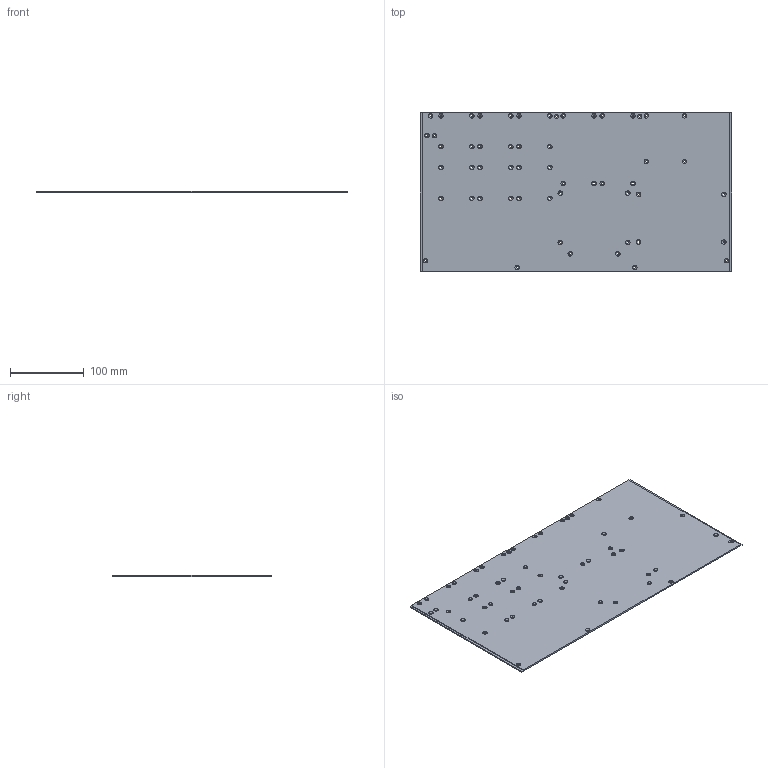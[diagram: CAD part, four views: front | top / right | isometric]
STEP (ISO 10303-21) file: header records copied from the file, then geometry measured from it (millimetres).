
FILE_DESCRIPTION(('Open CASCADE Model'),'2;1');
FILE_NAME('Open CASCADE Shape Model','2021-06-15T18:57:51',('Author'),( 'Open CASCADE'),'Open CASCADE STEP processor 7.2','Open CASCADE 7.2' ,'Unknown');
FILE_SCHEMA(('AUTOMOTIVE_DESIGN { 1 0 10303 214 1 1 1 1 }'));
Length unit declared in the file: millimetre
Products named in the file (1): Open CASCADE STEP translator 7.2 4
Bounding box: 423 x 215 x 2.5 mm (x, y, z)
Volume: 223860.7 mm3; surface area: 185372.3 mm2
Topology: 1 solids, 1 shells, 395 faces, 904 edges, 566 vertices
Faces by surface type: cylinder 220, cone 110, plane 65
Entity records: 23690 total; most frequent: CARTESIAN_POINT 5234, DIRECTION 3594, ORIENTED_EDGE 1808, PCURVE 1808, DEFINITIONAL_REPRESENTATION 1808, LINE 1482, VECTOR 1482, AXIS2_PLACEMENT_3D 946
